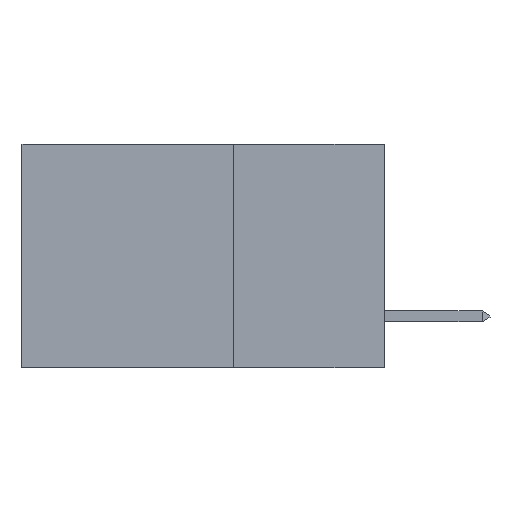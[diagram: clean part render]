
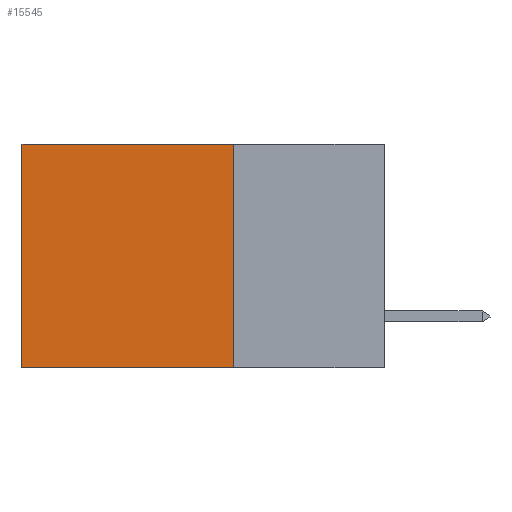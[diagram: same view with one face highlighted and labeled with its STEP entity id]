
A CAD part, left-side view. The second image highlights one B-rep face of the part: STEP entity #15545.
In plain terms, the highlighted planar face has unit normal (-1, 0, 0).
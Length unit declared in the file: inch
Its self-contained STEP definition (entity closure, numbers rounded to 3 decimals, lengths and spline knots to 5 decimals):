
#101 = LINE ( 'NONE', #3294, #18173 ) ;
#1274 = LINE ( 'NONE', #12239, #7571 ) ;
#3118 = ORIENTED_EDGE ( 'NONE', *, *, #17697, .F. ) ;
#3294 = CARTESIAN_POINT ( 'NONE',  ( 0.2875, 0.25, -0.37 ) ) ;
#3803 = CARTESIAN_POINT ( 'NONE',  ( 0.2875, 0.25, 0. ) ) ;
#4127 = DIRECTION ( 'NONE',  ( 0., 0., -1. ) ) ;
#4744 = CARTESIAN_POINT ( 'NONE',  ( 0.2875, 0.25, 0. ) ) ;
#6157 = DIRECTION ( 'NONE',  ( 0., 0., -1. ) ) ;
#6894 = LINE ( 'NONE', #20513, #24900 ) ;
#7436 = EDGE_CURVE ( 'NONE', #24717, #17418, #13453, .T. ) ;
#7571 = VECTOR ( 'NONE', #16942, 39.37008 ) ;
#9146 = ORIENTED_EDGE ( 'NONE', *, *, #27257, .F. ) ;
#9469 = CARTESIAN_POINT ( 'NONE',  ( 0.2875, 0.6, -0.37 ) ) ;
#9519 = CARTESIAN_POINT ( 'NONE',  ( 0.2875, 0.25, 0. ) ) ;
#10502 = EDGE_LOOP ( 'NONE', ( #20072, #9146, #3118, #26178 ) ) ;
#12239 = CARTESIAN_POINT ( 'NONE',  ( 0.2875, 0.25, 0. ) ) ;
#13453 = LINE ( 'NONE', #9519, #19721 ) ;
#15545 = ADVANCED_FACE ( 'NONE', ( #17895 ), #29308, .F. ) ;
#16162 = CARTESIAN_POINT ( 'NONE',  ( 0.2875, 0.25, -0.37 ) ) ;
#16942 = DIRECTION ( 'NONE',  ( 0., 0., -1. ) ) ;
#17418 = VERTEX_POINT ( 'NONE', #18295 ) ;
#17697 = EDGE_CURVE ( 'NONE', #24717, #25676, #1274, .T. ) ;
#17895 = FACE_OUTER_BOUND ( 'NONE', #10502, .T. ) ;
#18173 = VECTOR ( 'NONE', #26764, 39.37008 ) ;
#18295 = CARTESIAN_POINT ( 'NONE',  ( 0.2875, 0.6, 0. ) ) ;
#18812 = DIRECTION ( 'NONE',  ( 0., 1., 0. ) ) ;
#19721 = VECTOR ( 'NONE', #18812, 39.37008 ) ;
#20072 = ORIENTED_EDGE ( 'NONE', *, *, #25565, .T. ) ;
#20188 = DIRECTION ( 'NONE',  ( 1., 0., 0. ) ) ;
#20513 = CARTESIAN_POINT ( 'NONE',  ( 0.2875, 0.6, 0. ) ) ;
#24717 = VERTEX_POINT ( 'NONE', #4744 ) ;
#24734 = VERTEX_POINT ( 'NONE', #9469 ) ;
#24900 = VECTOR ( 'NONE', #4127, 39.37008 ) ;
#25565 = EDGE_CURVE ( 'NONE', #17418, #24734, #6894, .T. ) ;
#25676 = VERTEX_POINT ( 'NONE', #16162 ) ;
#26178 = ORIENTED_EDGE ( 'NONE', *, *, #7436, .T. ) ;
#26764 = DIRECTION ( 'NONE',  ( 0., 1., 0. ) ) ;
#27257 = EDGE_CURVE ( 'NONE', #25676, #24734, #101, .T. ) ;
#27693 = AXIS2_PLACEMENT_3D ( 'NONE', #3803, #20188, #6157 ) ;
#29308 = PLANE ( 'NONE',  #27693 ) ;
